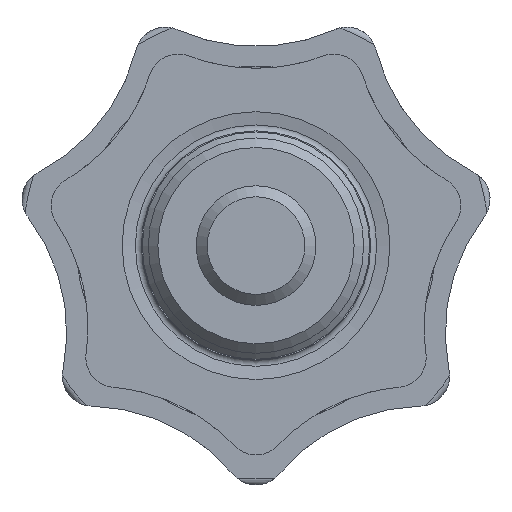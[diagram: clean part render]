
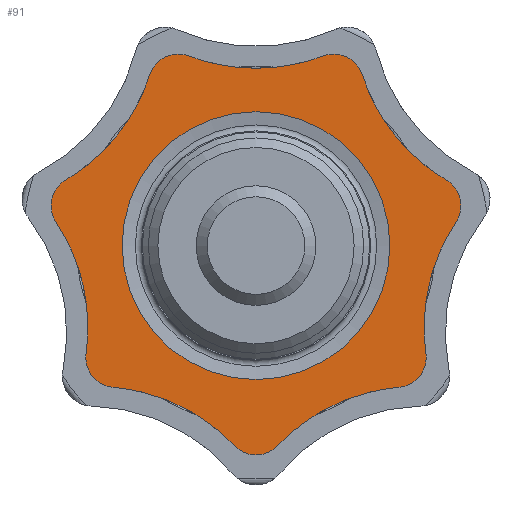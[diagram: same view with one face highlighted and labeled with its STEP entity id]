
A CAD part, front view. The second image highlights one B-rep face of the part: STEP entity #91.
In plain terms, the highlighted planar face has unit normal (0, -1, 0).
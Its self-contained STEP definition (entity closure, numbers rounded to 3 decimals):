
#91 = ADVANCED_FACE( '', ( #228, #229 ), #230, .F. );
#228 = FACE_OUTER_BOUND( '', #420, .T. );
#229 = FACE_BOUND( '', #421, .T. );
#230 = PLANE( '', #422 );
#420 = EDGE_LOOP( '', ( #628, #629, #630, #631, #632, #633, #634, #635, #636, #637, #638, #639, #640, #641 ) );
#421 = EDGE_LOOP( '', ( #642 ) );
#422 = AXIS2_PLACEMENT_3D( '', #643, #644, #645 );
#628 = ORIENTED_EDGE( '', *, *, #1146, .T. );
#629 = ORIENTED_EDGE( '', *, *, #1126, .F. );
#630 = ORIENTED_EDGE( '', *, *, #1147, .T. );
#631 = ORIENTED_EDGE( '', *, *, #1148, .F. );
#632 = ORIENTED_EDGE( '', *, *, #1149, .T. );
#633 = ORIENTED_EDGE( '', *, *, #1150, .F. );
#634 = ORIENTED_EDGE( '', *, *, #1151, .T. );
#635 = ORIENTED_EDGE( '', *, *, #1152, .F. );
#636 = ORIENTED_EDGE( '', *, *, #1134, .T. );
#637 = ORIENTED_EDGE( '', *, *, #1153, .F. );
#638 = ORIENTED_EDGE( '', *, *, #1154, .T. );
#639 = ORIENTED_EDGE( '', *, *, #1155, .F. );
#640 = ORIENTED_EDGE( '', *, *, #1156, .T. );
#641 = ORIENTED_EDGE( '', *, *, #1157, .F. );
#642 = ORIENTED_EDGE( '', *, *, #1158, .F. );
#643 = CARTESIAN_POINT( '', ( -20.893, 21.4, -8.107 ) );
#644 = DIRECTION( '', ( 0., 1., 0. ) );
#645 = DIRECTION( '', ( 0., 0., 1. ) );
#1126 = EDGE_CURVE( '', #1338, #1333, #1340, .T. );
#1134 = EDGE_CURVE( '', #1354, #1351, #1355, .T. );
#1146 = EDGE_CURVE( '', #1374, #1333, #1375, .T. );
#1147 = EDGE_CURVE( '', #1338, #1376, #1377, .T. );
#1148 = EDGE_CURVE( '', #1378, #1376, #1379, .T. );
#1149 = EDGE_CURVE( '', #1378, #1380, #1381, .T. );
#1150 = EDGE_CURVE( '', #1382, #1380, #1383, .T. );
#1151 = EDGE_CURVE( '', #1382, #1384, #1385, .T. );
#1152 = EDGE_CURVE( '', #1354, #1384, #1386, .T. );
#1153 = EDGE_CURVE( '', #1387, #1351, #1388, .T. );
#1154 = EDGE_CURVE( '', #1387, #1389, #1390, .T. );
#1155 = EDGE_CURVE( '', #1391, #1389, #1392, .T. );
#1156 = EDGE_CURVE( '', #1391, #1393, #1394, .T. );
#1157 = EDGE_CURVE( '', #1374, #1393, #1395, .T. );
#1158 = EDGE_CURVE( '', #1396, #1396, #1397, .F. );
#1333 = VERTEX_POINT( '', #1652 );
#1338 = VERTEX_POINT( '', #1658 );
#1340 = CIRCLE( '', #1661, 2.5 );
#1351 = VERTEX_POINT( '', #1701 );
#1354 = VERTEX_POINT( '', #1705 );
#1355 = CIRCLE( '', #1706, 16. );
#1374 = VERTEX_POINT( '', #1743 );
#1375 = CIRCLE( '', #1744, 16. );
#1376 = VERTEX_POINT( '', #1745 );
#1377 = CIRCLE( '', #1746, 16. );
#1378 = VERTEX_POINT( '', #1747 );
#1379 = CIRCLE( '', #1748, 2.5 );
#1380 = VERTEX_POINT( '', #1749 );
#1381 = CIRCLE( '', #1750, 16. );
#1382 = VERTEX_POINT( '', #1751 );
#1383 = CIRCLE( '', #1752, 2.5 );
#1384 = VERTEX_POINT( '', #1753 );
#1385 = CIRCLE( '', #1754, 16. );
#1386 = CIRCLE( '', #1755, 2.5 );
#1387 = VERTEX_POINT( '', #1756 );
#1388 = CIRCLE( '', #1757, 2.5 );
#1389 = VERTEX_POINT( '', #1758 );
#1390 = CIRCLE( '', #1759, 16. );
#1391 = VERTEX_POINT( '', #1760 );
#1392 = CIRCLE( '', #1761, 2.5 );
#1393 = VERTEX_POINT( '', #1762 );
#1394 = CIRCLE( '', #1763, 16. );
#1395 = CIRCLE( '', #1764, 2.5 );
#1396 = VERTEX_POINT( '', #1765 );
#1397 = CIRCLE( '', #1766, 11.193 );
#1652 = CARTESIAN_POINT( '', ( -14.205, 21.4, -9.016 ) );
#1658 = CARTESIAN_POINT( '', ( -11.95, 21.4, -11.842 ) );
#1661 = AXIS2_PLACEMENT_3D( '', #2505, #2506, #2507 );
#1701 = CARTESIAN_POINT( '', ( 8.886, 21.4, 14.286 ) );
#1705 = CARTESIAN_POINT( '', ( 15.905, 21.4, 5.485 ) );
#1706 = AXIS2_PLACEMENT_3D( '', #2514, #2515, #2516 );
#1743 = CARTESIAN_POINT( '', ( -16.71, 21.4, 1.96 ) );
#1744 = AXIS2_PLACEMENT_3D( '', #2533, #2534, #2535 );
#1745 = CARTESIAN_POINT( '', ( -1.808, 21.4, -16.727 ) );
#1746 = AXIS2_PLACEMENT_3D( '', #2536, #2537, #2538 );
#1747 = CARTESIAN_POINT( '', ( 1.808, 21.4, -16.727 ) );
#1748 = AXIS2_PLACEMENT_3D( '', #2539, #2540, #2541 );
#1749 = CARTESIAN_POINT( '', ( 11.95, 21.4, -11.842 ) );
#1750 = AXIS2_PLACEMENT_3D( '', #2542, #2543, #2544 );
#1751 = CARTESIAN_POINT( '', ( 14.205, 21.4, -9.016 ) );
#1752 = AXIS2_PLACEMENT_3D( '', #2545, #2546, #2547 );
#1753 = CARTESIAN_POINT( '', ( 16.71, 21.4, 1.96 ) );
#1754 = AXIS2_PLACEMENT_3D( '', #2548, #2549, #2550 );
#1755 = AXIS2_PLACEMENT_3D( '', #2551, #2552, #2553 );
#1756 = CARTESIAN_POINT( '', ( 5.629, 21.4, 15.855 ) );
#1757 = AXIS2_PLACEMENT_3D( '', #2554, #2555, #2556 );
#1758 = CARTESIAN_POINT( '', ( -5.629, 21.4, 15.855 ) );
#1759 = AXIS2_PLACEMENT_3D( '', #2557, #2558, #2559 );
#1760 = CARTESIAN_POINT( '', ( -8.886, 21.4, 14.286 ) );
#1761 = AXIS2_PLACEMENT_3D( '', #2560, #2561, #2562 );
#1762 = CARTESIAN_POINT( '', ( -15.905, 21.4, 5.485 ) );
#1763 = AXIS2_PLACEMENT_3D( '', #2563, #2564, #2565 );
#1764 = AXIS2_PLACEMENT_3D( '', #2566, #2567, #2568 );
#1765 = CARTESIAN_POINT( '', ( 0., 21.4, 11.193 ) );
#1766 = AXIS2_PLACEMENT_3D( '', #2569, #2570, #2571 );
#2505 = CARTESIAN_POINT( '', ( -11.727, 21.4, -9.352 ) );
#2506 = DIRECTION( '', ( 0., 1., 0. ) );
#2507 = DIRECTION( '', ( 1., 0., 0. ) );
#2514 = CARTESIAN_POINT( '', ( 24.105, 21.4, 19.223 ) );
#2515 = DIRECTION( '', ( 0., 1., 0. ) );
#2516 = DIRECTION( '', ( 1., 0., 0. ) );
#2533 = CARTESIAN_POINT( '', ( -30.059, 21.4, -6.861 ) );
#2534 = DIRECTION( '', ( 0., 1., 0. ) );
#2535 = DIRECTION( '', ( 1., 0., 0. ) );
#2536 = CARTESIAN_POINT( '', ( -13.377, 21.4, -27.779 ) );
#2537 = DIRECTION( '', ( 0., 1., 0. ) );
#2538 = DIRECTION( '', ( 1., 0., 0. ) );
#2539 = CARTESIAN_POINT( '', ( 0., 21.4, -15. ) );
#2540 = DIRECTION( '', ( 0., 1., 0. ) );
#2541 = DIRECTION( '', ( 1., 0., 0. ) );
#2542 = CARTESIAN_POINT( '', ( 13.377, 21.4, -27.779 ) );
#2543 = DIRECTION( '', ( 0., 1., 0. ) );
#2544 = DIRECTION( '', ( 1., 0., 0. ) );
#2545 = CARTESIAN_POINT( '', ( 11.727, 21.4, -9.352 ) );
#2546 = DIRECTION( '', ( 0., 1., 0. ) );
#2547 = DIRECTION( '', ( 1., 0., 0. ) );
#2548 = CARTESIAN_POINT( '', ( 30.059, 21.4, -6.861 ) );
#2549 = DIRECTION( '', ( 0., 1., 0. ) );
#2550 = DIRECTION( '', ( 1., 0., 0. ) );
#2551 = CARTESIAN_POINT( '', ( 14.624, 21.4, 3.338 ) );
#2552 = DIRECTION( '', ( 0., 1., 0. ) );
#2553 = DIRECTION( '', ( 1., 0., 0. ) );
#2554 = CARTESIAN_POINT( '', ( 6.508, 21.4, 13.515 ) );
#2555 = DIRECTION( '', ( 0., 1., 0. ) );
#2556 = DIRECTION( '', ( 1., 0., 0. ) );
#2557 = CARTESIAN_POINT( '', ( 0., 21.4, 30.832 ) );
#2558 = DIRECTION( '', ( 0., 1., 0. ) );
#2559 = DIRECTION( '', ( 1., 0., 0. ) );
#2560 = CARTESIAN_POINT( '', ( -6.508, 21.4, 13.515 ) );
#2561 = DIRECTION( '', ( 0., 1., 0. ) );
#2562 = DIRECTION( '', ( 1., 0., 0. ) );
#2563 = CARTESIAN_POINT( '', ( -24.105, 21.4, 19.223 ) );
#2564 = DIRECTION( '', ( 0., 1., 0. ) );
#2565 = DIRECTION( '', ( 1., 0., 0. ) );
#2566 = CARTESIAN_POINT( '', ( -14.624, 21.4, 3.338 ) );
#2567 = DIRECTION( '', ( 0., 1., 0. ) );
#2568 = DIRECTION( '', ( 1., 0., 0. ) );
#2569 = CARTESIAN_POINT( '', ( 0., 21.4, 0. ) );
#2570 = DIRECTION( '', ( 0., 1., 0. ) );
#2571 = DIRECTION( '', ( 0., 0., 1. ) );
